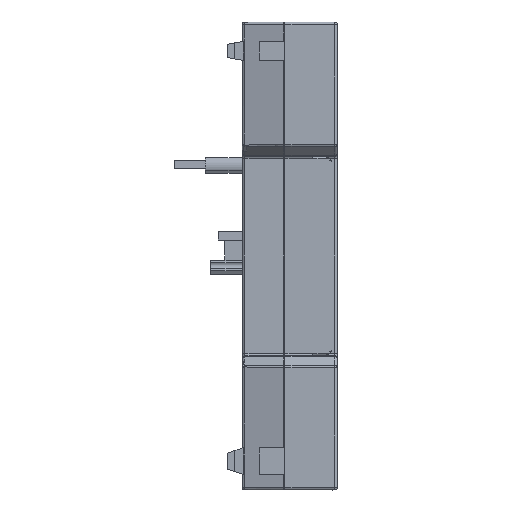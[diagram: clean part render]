
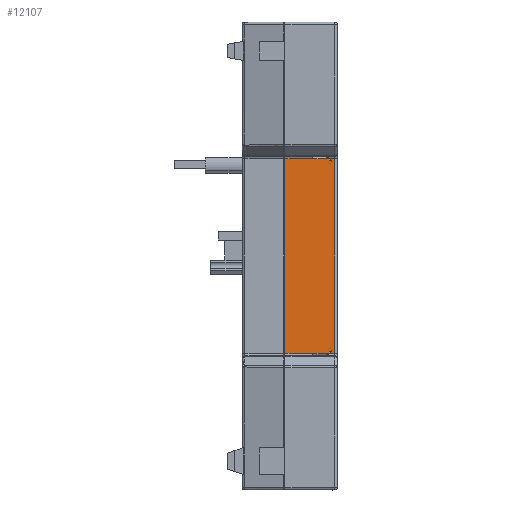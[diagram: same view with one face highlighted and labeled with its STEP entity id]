
A CAD part, front view. The second image highlights one B-rep face of the part: STEP entity #12107.
In plain terms, the highlighted planar face has unit normal (0, -1, 0).
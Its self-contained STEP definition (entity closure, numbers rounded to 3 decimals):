
#1408 = LINE ( 'NONE', #14926, #27003 ) ;
#1787 = LINE ( 'NONE', #2407, #35487 ) ;
#2186 = LINE ( 'NONE', #8941, #7177 ) ;
#2191 = VERTEX_POINT ( 'NONE', #9933 ) ;
#2374 = EDGE_CURVE ( 'NONE', #2191, #36838, #27733, .T. ) ;
#2407 = CARTESIAN_POINT ( 'NONE',  ( 12.85, 0., -18.5 ) ) ;
#2745 = EDGE_CURVE ( 'NONE', #42387, #36838, #29249, .T. ) ;
#3092 = ORIENTED_EDGE ( 'NONE', *, *, #23767, .F. ) ;
#3415 = ORIENTED_EDGE ( 'NONE', *, *, #29984, .F. ) ;
#3606 = EDGE_CURVE ( 'NONE', #17959, #42387, #1408, .T. ) ;
#3672 = VECTOR ( 'NONE', #17519, 1000. ) ;
#4062 = ORIENTED_EDGE ( 'NONE', *, *, #3606, .F. ) ;
#4393 = EDGE_LOOP ( 'NONE', ( #30173, #5187, #10898, #29005, #4062, #33116, #26722, #36962, #3092, #41475, #5440, #41409, #9408, #3415 ) ) ;
#5097 = DIRECTION ( 'NONE',  ( -0.707, 0., 0.707 ) ) ;
#5187 = ORIENTED_EDGE ( 'NONE', *, *, #24375, .F. ) ;
#5286 = LINE ( 'NONE', #39079, #27977 ) ;
#5413 = DIRECTION ( 'NONE',  ( 0., 0., 1. ) ) ;
#5440 = ORIENTED_EDGE ( 'NONE', *, *, #43072, .F. ) ;
#5546 = PLANE ( 'NONE',  #26878 ) ;
#5781 = VERTEX_POINT ( 'NONE', #38111 ) ;
#6250 = VERTEX_POINT ( 'NONE', #31989 ) ;
#6618 = EDGE_CURVE ( 'NONE', #6250, #25588, #2186, .T. ) ;
#6720 = DIRECTION ( 'NONE',  ( 1., 0., 0. ) ) ;
#7177 = VECTOR ( 'NONE', #42090, 1000. ) ;
#7205 = DIRECTION ( 'NONE',  ( 0., 0., 1. ) ) ;
#7520 = VECTOR ( 'NONE', #40238, 1000. ) ;
#7687 = CARTESIAN_POINT ( 'NONE',  ( 12.85, 0., 18.5 ) ) ;
#8282 = CARTESIAN_POINT ( 'NONE',  ( 13.4, 0., -18.5 ) ) ;
#8643 = CARTESIAN_POINT ( 'NONE',  ( 16.5, 0., 18.5 ) ) ;
#8941 = CARTESIAN_POINT ( 'NONE',  ( 12.85, 0., 18.5 ) ) ;
#9408 = ORIENTED_EDGE ( 'NONE', *, *, #24567, .F. ) ;
#9837 = DIRECTION ( 'NONE',  ( 0., 0., 1. ) ) ;
#9886 = CARTESIAN_POINT ( 'NONE',  ( 16.9, 0., 18.1 ) ) ;
#9933 = CARTESIAN_POINT ( 'NONE',  ( 17.6, 0., -18.5 ) ) ;
#10055 = VERTEX_POINT ( 'NONE', #41539 ) ;
#10898 = ORIENTED_EDGE ( 'NONE', *, *, #2374, .T. ) ;
#11366 = VECTOR ( 'NONE', #37928, 1000. ) ;
#11670 = VECTOR ( 'NONE', #21832, 1000. ) ;
#12107 = ADVANCED_FACE ( 'NONE', ( #42168 ), #5546, .F. ) ;
#12801 = LINE ( 'NONE', #35303, #18787 ) ;
#13248 = CARTESIAN_POINT ( 'NONE',  ( 16.9, 0., -18. ) ) ;
#13635 = CARTESIAN_POINT ( 'NONE',  ( 16.45, 0., -18.55 ) ) ;
#14014 = LINE ( 'NONE', #19876, #19679 ) ;
#14040 = LINE ( 'NONE', #7687, #3672 ) ;
#14926 = CARTESIAN_POINT ( 'NONE',  ( 16.45, 0., 18.55 ) ) ;
#16206 = DIRECTION ( 'NONE',  ( 0., 1., 0. ) ) ;
#16403 = VERTEX_POINT ( 'NONE', #41760 ) ;
#17519 = DIRECTION ( 'NONE',  ( 1., 0., 0. ) ) ;
#17959 = VERTEX_POINT ( 'NONE', #9886 ) ;
#18787 = VECTOR ( 'NONE', #5413, 1000. ) ;
#19391 = CARTESIAN_POINT ( 'NONE',  ( 12.85, 0., 18.5 ) ) ;
#19679 = VECTOR ( 'NONE', #9837, 1000. ) ;
#19876 = CARTESIAN_POINT ( 'NONE',  ( 16.9, 0., 0. ) ) ;
#21732 = VECTOR ( 'NONE', #7205, 1000. ) ;
#21832 = DIRECTION ( 'NONE',  ( -1., 0., 0. ) ) ;
#22034 = VERTEX_POINT ( 'NONE', #36579 ) ;
#22731 = DIRECTION ( 'NONE',  ( 0.707, 0., -0.707 ) ) ;
#23767 = EDGE_CURVE ( 'NONE', #22034, #6250, #14040, .T. ) ;
#24375 = EDGE_CURVE ( 'NONE', #2191, #5781, #24626, .T. ) ;
#24567 = EDGE_CURVE ( 'NONE', #41553, #35090, #29835, .T. ) ;
#24626 = LINE ( 'NONE', #37718, #11366 ) ;
#24928 = DIRECTION ( 'NONE',  ( 0., 0., 1. ) ) ;
#25588 = VERTEX_POINT ( 'NONE', #42686 ) ;
#26218 = CARTESIAN_POINT ( 'NONE',  ( 16.9, 0., 18. ) ) ;
#26548 = DIRECTION ( 'NONE',  ( -0.707, 0., -0.707 ) ) ;
#26722 = ORIENTED_EDGE ( 'NONE', *, *, #35371, .F. ) ;
#26878 = AXIS2_PLACEMENT_3D ( 'NONE', #32578, #16206, #42586 ) ;
#27003 = VECTOR ( 'NONE', #5097, 1000. ) ;
#27733 = LINE ( 'NONE', #37757, #21732 ) ;
#27977 = VECTOR ( 'NONE', #24928, 1000. ) ;
#28087 = EDGE_CURVE ( 'NONE', #16403, #17959, #14014, .T. ) ;
#28562 = VERTEX_POINT ( 'NONE', #33379 ) ;
#28565 = CARTESIAN_POINT ( 'NONE',  ( 17.6, 0., 18.5 ) ) ;
#28611 = CARTESIAN_POINT ( 'NONE',  ( 12.85, 0., -18.5 ) ) ;
#28818 = LINE ( 'NONE', #28611, #11670 ) ;
#29005 = ORIENTED_EDGE ( 'NONE', *, *, #2745, .F. ) ;
#29037 = DIRECTION ( 'NONE',  ( -1., 0., 0. ) ) ;
#29249 = LINE ( 'NONE', #19391, #39143 ) ;
#29835 = LINE ( 'NONE', #13248, #35111 ) ;
#29984 = EDGE_CURVE ( 'NONE', #28562, #41553, #5286, .T. ) ;
#30173 = ORIENTED_EDGE ( 'NONE', *, *, #32956, .F. ) ;
#30242 = LINE ( 'NONE', #13635, #7520 ) ;
#31520 = CARTESIAN_POINT ( 'NONE',  ( 16.4, 0., -18.5 ) ) ;
#31989 = CARTESIAN_POINT ( 'NONE',  ( 13.4, 0., 18.5 ) ) ;
#32578 = CARTESIAN_POINT ( 'NONE',  ( 17.6, 0., 18.5 ) ) ;
#32956 = EDGE_CURVE ( 'NONE', #5781, #28562, #30242, .T. ) ;
#33116 = ORIENTED_EDGE ( 'NONE', *, *, #28087, .F. ) ;
#33379 = CARTESIAN_POINT ( 'NONE',  ( 16.9, 0., -18.1 ) ) ;
#35090 = VERTEX_POINT ( 'NONE', #31520 ) ;
#35111 = VECTOR ( 'NONE', #26548, 1000. ) ;
#35303 = CARTESIAN_POINT ( 'NONE',  ( 8.1, 0., 0. ) ) ;
#35371 = EDGE_CURVE ( 'NONE', #25588, #16403, #39516, .T. ) ;
#35487 = VECTOR ( 'NONE', #29037, 1000. ) ;
#36110 = VECTOR ( 'NONE', #22731, 1000. ) ;
#36579 = CARTESIAN_POINT ( 'NONE',  ( 8.1, 0., 18.5 ) ) ;
#36838 = VERTEX_POINT ( 'NONE', #28565 ) ;
#36864 = EDGE_CURVE ( 'NONE', #10055, #22034, #12801, .T. ) ;
#36962 = ORIENTED_EDGE ( 'NONE', *, *, #6618, .F. ) ;
#37718 = CARTESIAN_POINT ( 'NONE',  ( 12.85, 0., -18.5 ) ) ;
#37757 = CARTESIAN_POINT ( 'NONE',  ( 17.6, 0., 0. ) ) ;
#37836 = VERTEX_POINT ( 'NONE', #8282 ) ;
#37928 = DIRECTION ( 'NONE',  ( -1., 0., 0. ) ) ;
#38111 = CARTESIAN_POINT ( 'NONE',  ( 16.5, 0., -18.5 ) ) ;
#39079 = CARTESIAN_POINT ( 'NONE',  ( 16.9, 0., 0. ) ) ;
#39143 = VECTOR ( 'NONE', #6720, 1000. ) ;
#39516 = LINE ( 'NONE', #26218, #36110 ) ;
#40238 = DIRECTION ( 'NONE',  ( 0.707, 0., 0.707 ) ) ;
#40802 = EDGE_CURVE ( 'NONE', #35090, #37836, #28818, .T. ) ;
#41096 = CARTESIAN_POINT ( 'NONE',  ( 16.9, 0., -18. ) ) ;
#41409 = ORIENTED_EDGE ( 'NONE', *, *, #40802, .F. ) ;
#41475 = ORIENTED_EDGE ( 'NONE', *, *, #36864, .F. ) ;
#41539 = CARTESIAN_POINT ( 'NONE',  ( 8.1, 0., -18.5 ) ) ;
#41553 = VERTEX_POINT ( 'NONE', #41096 ) ;
#41760 = CARTESIAN_POINT ( 'NONE',  ( 16.9, 0., 18. ) ) ;
#42090 = DIRECTION ( 'NONE',  ( 1., 0., 0. ) ) ;
#42168 = FACE_OUTER_BOUND ( 'NONE', #4393, .T. ) ;
#42387 = VERTEX_POINT ( 'NONE', #8643 ) ;
#42586 = DIRECTION ( 'NONE',  ( 0., 0., -1. ) ) ;
#42686 = CARTESIAN_POINT ( 'NONE',  ( 16.4, 0., 18.5 ) ) ;
#43072 = EDGE_CURVE ( 'NONE', #37836, #10055, #1787, .T. ) ;
